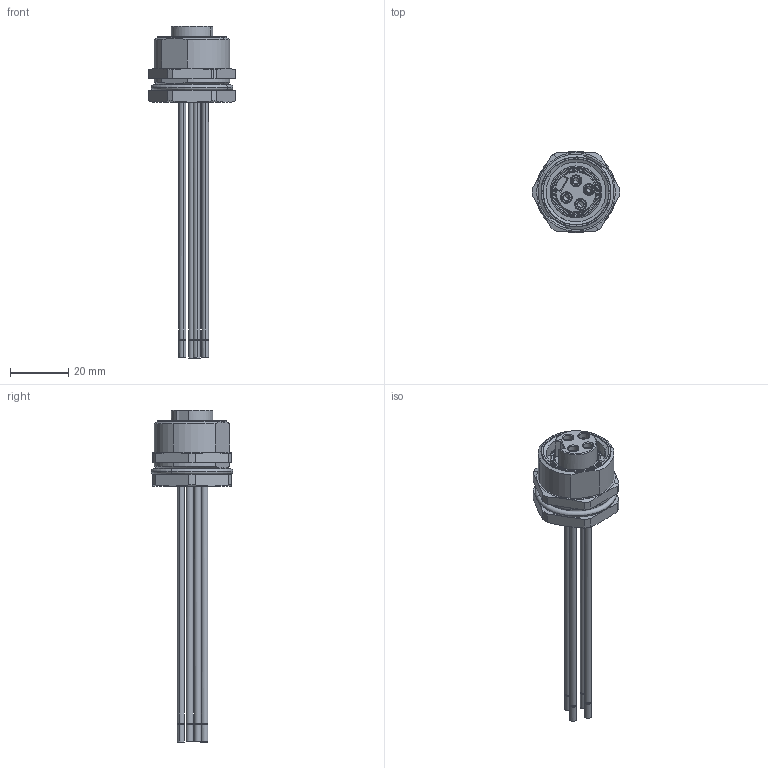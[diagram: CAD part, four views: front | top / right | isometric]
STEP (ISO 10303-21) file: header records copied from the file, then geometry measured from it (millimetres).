
FILE_DESCRIPTION(('CATIA V5 STEP Exchange','CAx-IF Rec.Pracs.--- Model Styling and Organization---1.4--- 2014-01-23'),'2;1');
FILE_NAME ('010792-2_0', '2021-01-01T10:48:01+00:00', ('none'), ('Weidmueller'), 'CATIA Version 5-6 Release 2016 SP3 HF44', 'CATIA V5 STEP AP214', 'none');
FILE_SCHEMA(('AUTOMOTIVE_DESIGN { 1 0 10303 214 1 1 1 1 }'));
Length unit declared in the file: millimetre
Products named in the file (1): 1292450000
Bounding box: 29.99 x 28 x 113.8 mm (x, y, z)
Volume: 13485.3 mm3; surface area: 9062.1 mm2
Topology: 8 solids, 8 shells, 218 faces, 468 edges, 279 vertices
Faces by surface type: cylinder 76, cone 60, plane 54, torus 28
Entity records: 6273 total; most frequent: CARTESIAN_POINT 1802, ORIENTED_EDGE 920, DIRECTION 796, EDGE_CURVE 460, AXIS2_PLACEMENT_3D 424, VERTEX_POINT 279, EDGE_LOOP 243, ADVANCED_FACE 218
